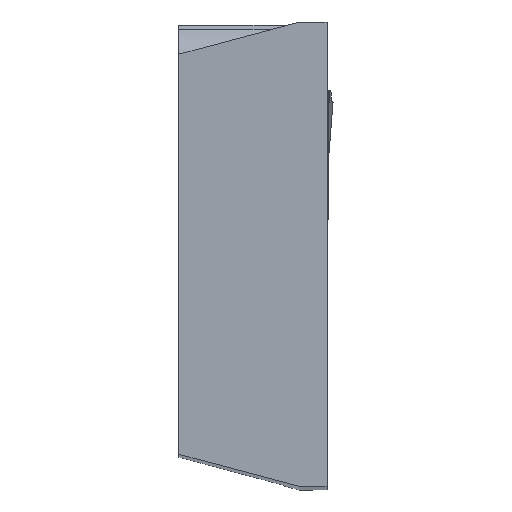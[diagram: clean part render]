
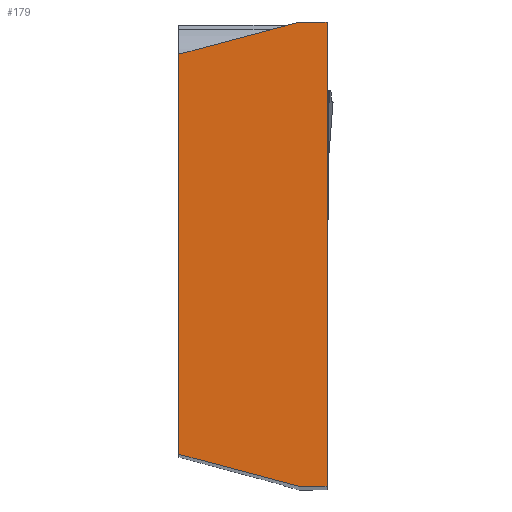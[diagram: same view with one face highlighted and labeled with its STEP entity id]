
A CAD part, top view. The second image highlights one B-rep face of the part: STEP entity #179.
In plain terms, the highlighted planar face has unit normal (0, 0, 1).
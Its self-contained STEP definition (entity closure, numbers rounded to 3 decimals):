
#179=ADVANCED_FACE('CU_SU_BACK',(#300),#258,.F.);
#258=PLANE('',#1685);
#300=FACE_OUTER_BOUND('',#379,.T.);
#379=EDGE_LOOP('',(#546,#547,#548,#549,#550,#551));
#546=ORIENTED_EDGE('',*,*,#1130,.T.);
#547=ORIENTED_EDGE('',*,*,#1131,.T.);
#548=ORIENTED_EDGE('',*,*,#1096,.F.);
#549=ORIENTED_EDGE('',*,*,#1132,.F.);
#550=ORIENTED_EDGE('',*,*,#1133,.F.);
#551=ORIENTED_EDGE('',*,*,#1100,.F.);
#944=VERTEX_POINT('',#2261);
#950=VERTEX_POINT('',#2273);
#954=VERTEX_POINT('',#2282);
#955=VERTEX_POINT('',#2284);
#981=VERTEX_POINT('',#2346);
#982=VERTEX_POINT('',#2351);
#1096=EDGE_CURVE('',#950,#944,#1315,.T.);
#1100=EDGE_CURVE('',#954,#955,#1318,.T.);
#1130=EDGE_CURVE('',#954,#981,#1337,.T.);
#1131=EDGE_CURVE('',#981,#944,#1338,.T.);
#1132=EDGE_CURVE('',#982,#950,#1339,.T.);
#1133=EDGE_CURVE('',#955,#982,#1340,.T.);
#1315=LINE('',#2274,#1453);
#1318=LINE('',#2283,#1456);
#1337=LINE('',#2347,#1475);
#1338=LINE('',#2349,#1476);
#1339=LINE('',#2350,#1477);
#1340=LINE('',#2352,#1478);
#1453=VECTOR('',#1829,1.);
#1456=VECTOR('',#1836,1.);
#1475=VECTOR('',#1879,1.);
#1476=VECTOR('',#1882,1.);
#1477=VECTOR('',#1883,1.);
#1478=VECTOR('',#1884,1.);
#1685=AXIS2_PLACEMENT_3D('',#2353,#1885,#1886);
#1829=DIRECTION('',(0.,1.,0.));
#1836=DIRECTION('',(0.,-1.,0.));
#1879=DIRECTION('',(-1.,0.,0.));
#1882=DIRECTION('',(-0.966,-0.259,0.));
#1883=DIRECTION('',(-0.966,0.259,0.));
#1884=DIRECTION('',(-1.,0.,0.));
#1885=DIRECTION('',(0.,0.,-1.));
#1886=DIRECTION('',(-1.,0.,0.));
#2261=CARTESIAN_POINT('',(-8.,23.756,0.));
#2273=CARTESIAN_POINT('',(-8.,2.144,0.));
#2274=CARTESIAN_POINT('',(-8.,33.9,0.));
#2282=CARTESIAN_POINT('',(0.,25.498,0.));
#2283=CARTESIAN_POINT('',(0.,-8.,0.));
#2284=CARTESIAN_POINT('',(0.,0.402,0.));
#2346=CARTESIAN_POINT('',(-1.5,25.498,0.));
#2347=CARTESIAN_POINT('',(0.,25.498,0.));
#2349=CARTESIAN_POINT('',(-1.5,25.498,0.));
#2350=CARTESIAN_POINT('',(-1.5,0.402,0.));
#2351=CARTESIAN_POINT('',(-1.5,0.402,0.));
#2352=CARTESIAN_POINT('',(0.,0.402,0.));
#2353=CARTESIAN_POINT('',(0.,0.,0.));
